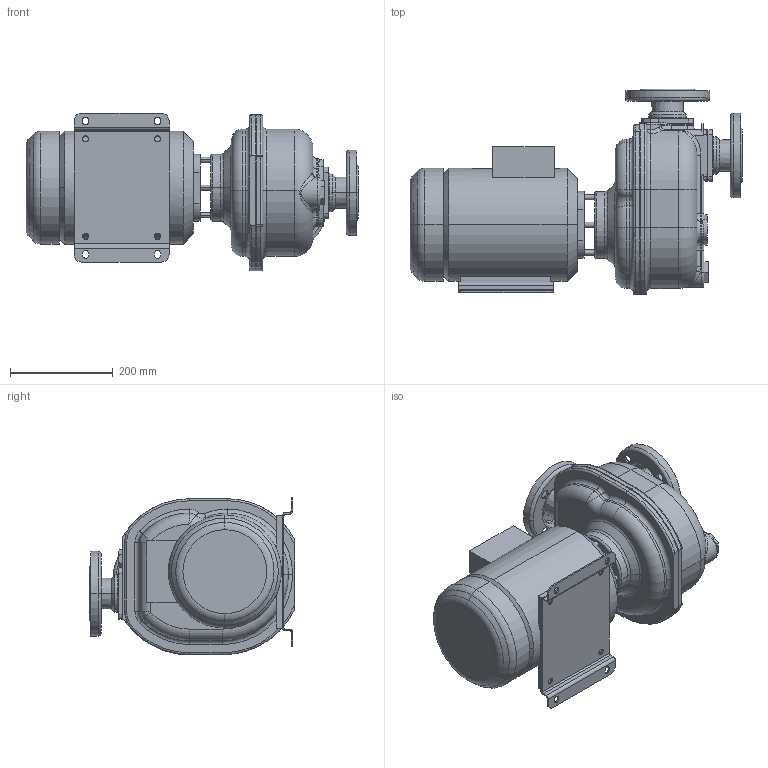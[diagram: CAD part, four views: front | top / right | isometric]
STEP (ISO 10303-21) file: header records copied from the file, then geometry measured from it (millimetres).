
FILE_DESCRIPTION((''),'2;1');
FILE_NAME('S_61_K_T_F','2016-05-27T',('Amenduni'),(''),'CREO PARAMETRIC BY PTC INC, 2015290','CREO PARAMETRIC BY PTC INC, 2015290','');
FILE_SCHEMA(('CONFIG_CONTROL_DESIGN'));
Products named in the file (1): S_61_K_T_F
Bounding box: 646.5 x 400 x 307 mm (x, y, z)
Volume: 18353258.7 mm3; surface area: 1400832 mm2
Topology: 3 solids, 12 shells, 943 faces, 2294 edges, 1387 vertices
Faces by surface type: cylinder 358, plane 213, torus 163, bspline 157, cone 40, sphere 12
Entity records: 52410 total; most frequent: CARTESIAN_POINT 30927, ORIENTED_EDGE 4528, DIRECTION 4487, EDGE_CURVE 2264, AXIS2_PLACEMENT_3D 1879, VERTEX_POINT 1387, CIRCLE 1093, EDGE_LOOP 1055
